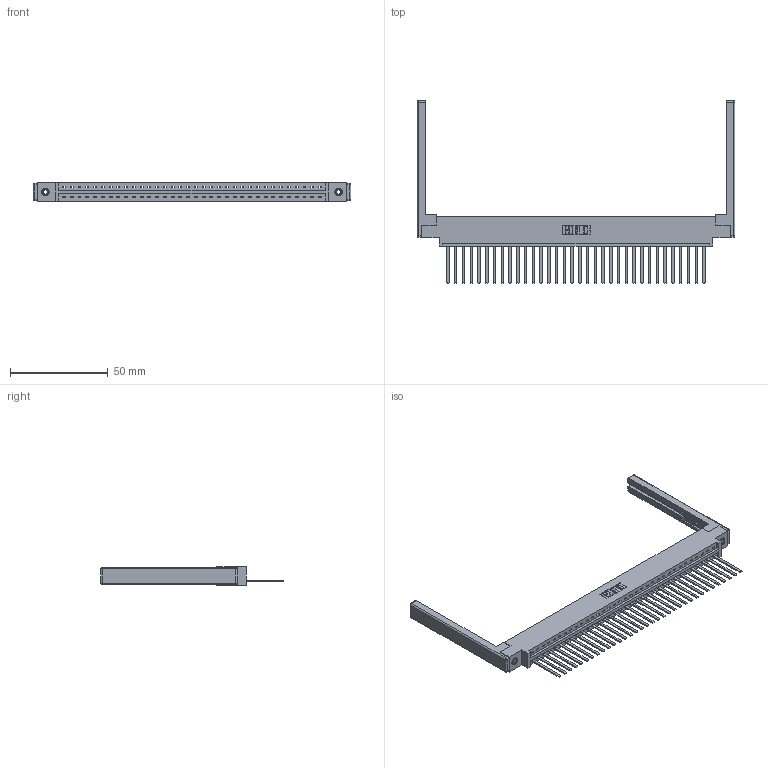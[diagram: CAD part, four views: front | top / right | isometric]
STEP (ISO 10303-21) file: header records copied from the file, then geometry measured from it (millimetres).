
FILE_DESCRIPTION (( 'STEP AP203' ), '1' );
FILE_NAME ('387-034-544-668.STEP', '2019-10-04T11:37:32', ( '' ), ( '' ), 'SwSTEP 2.0', 'SolidWorks 2016', '' );
FILE_SCHEMA (( 'CONFIG_CONTROL_DESIGN' ));
Length unit declared in the file: inch
Products named in the file (5): 345-292-001_345-293-144; 345-250-001_345-250-001-102; 307-220-068; 387-034-544-668; 337 Part_0.170 Offset - 0.156 Dia-TI
Assembly tree (39 placements, depth 2):
  387-034-544-668
    337 Part_0.170 Offset - 0.156 Dia-TI
    345-292-001_345-293-144  x34
    345-250-001_345-250-001-102  x2
    307-220-068  x2
Bounding box: 162.15 x 93.35 x 9.4 mm (x, y, z)
Volume: 21420.5 mm3; surface area: 23037.3 mm2
Topology: 39 solids, 39 shells, 2176 faces, 6493 edges, 4262 vertices
Faces by surface type: plane 1590, cylinder 562, cone 12, sphere 8, torus 4
Entity records: 29016 total; most frequent: CARTESIAN_POINT 5009, ORIENTED_EDGE 4968, DIRECTION 4302, EDGE_CURVE 2484, VECTOR 2310, LINE 2310, VERTEX_POINT 1646, AXIS2_PLACEMENT_3D 996
